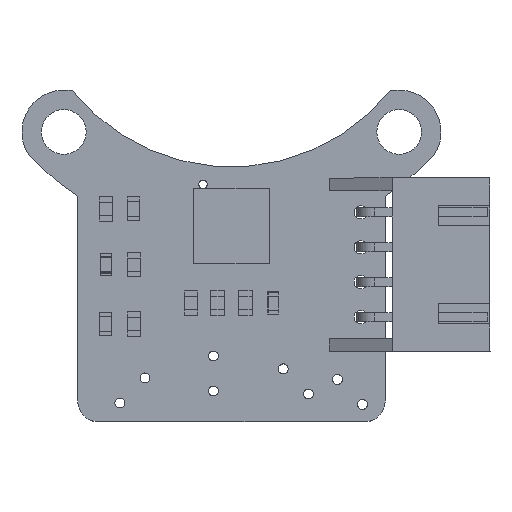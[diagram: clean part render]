
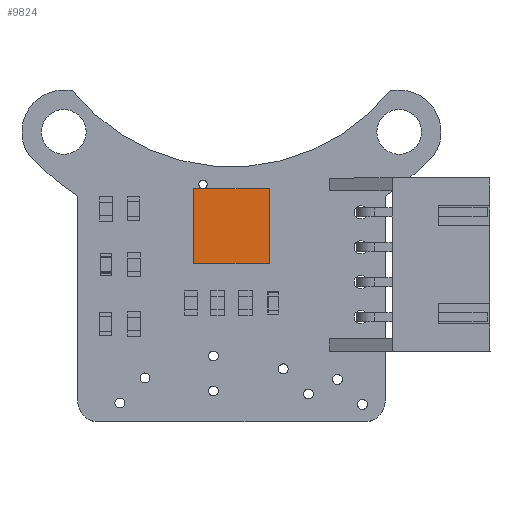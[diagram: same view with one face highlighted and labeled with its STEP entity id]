
A CAD part, top view. The second image highlights one B-rep face of the part: STEP entity #9824.
In plain terms, the highlighted planar face has unit normal (0, 0, 1).
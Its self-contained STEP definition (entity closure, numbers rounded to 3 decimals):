
#9510 = VERTEX_POINT('',#9511);
#9511 = CARTESIAN_POINT('',(-2.7,2.675,2.11));
#9518 = PLANE('',#9519);
#9519 = AXIS2_PLACEMENT_3D('',#9520,#9521,#9522);
#9520 = CARTESIAN_POINT('',(-2.7,2.675,0.));
#9521 = DIRECTION('',(1.,0.,0.));
#9522 = DIRECTION('',(0.,-1.,0.));
#9530 = PLANE('',#9531);
#9531 = AXIS2_PLACEMENT_3D('',#9532,#9533,#9534);
#9532 = CARTESIAN_POINT('',(2.7,2.675,0.));
#9533 = DIRECTION('',(0.,-1.,0.));
#9534 = DIRECTION('',(-1.,0.,0.));
#9542 = EDGE_CURVE('',#9510,#9543,#9545,.T.);
#9543 = VERTEX_POINT('',#9544);
#9544 = CARTESIAN_POINT('',(-2.7,-2.675,2.11));
#9545 = SURFACE_CURVE('',#9546,(#9550,#9557),.PCURVE_S1.);
#9546 = LINE('',#9547,#9548);
#9547 = CARTESIAN_POINT('',(-2.7,2.675,2.11));
#9548 = VECTOR('',#9549,1.);
#9549 = DIRECTION('',(0.,-1.,0.));
#9550 = PCURVE('',#9518,#9551);
#9551 = DEFINITIONAL_REPRESENTATION('',(#9552),#9556);
#9552 = LINE('',#9553,#9554);
#9553 = CARTESIAN_POINT('',(0.,-2.11));
#9554 = VECTOR('',#9555,1.);
#9555 = DIRECTION('',(1.,0.));
#9556 = ( GEOMETRIC_REPRESENTATION_CONTEXT(2) 
PARAMETRIC_REPRESENTATION_CONTEXT() REPRESENTATION_CONTEXT('2D SPACE',''
  ) );
#9557 = PCURVE('',#9558,#9563);
#9558 = PLANE('',#9559);
#9559 = AXIS2_PLACEMENT_3D('',#9560,#9561,#9562);
#9560 = CARTESIAN_POINT('',(-2.7,2.675,2.11));
#9561 = DIRECTION('',(0.,0.,-1.));
#9562 = DIRECTION('',(-1.,0.,0.));
#9563 = DEFINITIONAL_REPRESENTATION('',(#9564),#9568);
#9564 = LINE('',#9565,#9566);
#9565 = CARTESIAN_POINT('',(0.,0.));
#9566 = VECTOR('',#9567,1.);
#9567 = DIRECTION('',(0.,-1.));
#9568 = ( GEOMETRIC_REPRESENTATION_CONTEXT(2) 
PARAMETRIC_REPRESENTATION_CONTEXT() REPRESENTATION_CONTEXT('2D SPACE',''
  ) );
#9586 = PLANE('',#9587);
#9587 = AXIS2_PLACEMENT_3D('',#9588,#9589,#9590);
#9588 = CARTESIAN_POINT('',(-2.7,-2.675,0.));
#9589 = DIRECTION('',(0.,1.,0.));
#9590 = DIRECTION('',(1.,0.,0.));
#9628 = EDGE_CURVE('',#9543,#9629,#9631,.T.);
#9629 = VERTEX_POINT('',#9630);
#9630 = CARTESIAN_POINT('',(2.7,-2.675,2.11));
#9631 = SURFACE_CURVE('',#9632,(#9636,#9643),.PCURVE_S1.);
#9632 = LINE('',#9633,#9634);
#9633 = CARTESIAN_POINT('',(-2.7,-2.675,2.11));
#9634 = VECTOR('',#9635,1.);
#9635 = DIRECTION('',(1.,0.,0.));
#9636 = PCURVE('',#9586,#9637);
#9637 = DEFINITIONAL_REPRESENTATION('',(#9638),#9642);
#9638 = LINE('',#9639,#9640);
#9639 = CARTESIAN_POINT('',(0.,-2.11));
#9640 = VECTOR('',#9641,1.);
#9641 = DIRECTION('',(1.,0.));
#9642 = ( GEOMETRIC_REPRESENTATION_CONTEXT(2) 
PARAMETRIC_REPRESENTATION_CONTEXT() REPRESENTATION_CONTEXT('2D SPACE',''
  ) );
#9643 = PCURVE('',#9558,#9644);
#9644 = DEFINITIONAL_REPRESENTATION('',(#9645),#9649);
#9645 = LINE('',#9646,#9647);
#9646 = CARTESIAN_POINT('',(0.,-5.35));
#9647 = VECTOR('',#9648,1.);
#9648 = DIRECTION('',(-1.,0.));
#9649 = ( GEOMETRIC_REPRESENTATION_CONTEXT(2) 
PARAMETRIC_REPRESENTATION_CONTEXT() REPRESENTATION_CONTEXT('2D SPACE',''
  ) );
#9667 = PLANE('',#9668);
#9668 = AXIS2_PLACEMENT_3D('',#9669,#9670,#9671);
#9669 = CARTESIAN_POINT('',(2.7,-2.675,0.));
#9670 = DIRECTION('',(-1.,0.,0.));
#9671 = DIRECTION('',(0.,1.,0.));
#9704 = EDGE_CURVE('',#9629,#9705,#9707,.T.);
#9705 = VERTEX_POINT('',#9706);
#9706 = CARTESIAN_POINT('',(2.7,2.675,2.11));
#9707 = SURFACE_CURVE('',#9708,(#9712,#9719),.PCURVE_S1.);
#9708 = LINE('',#9709,#9710);
#9709 = CARTESIAN_POINT('',(2.7,-2.675,2.11));
#9710 = VECTOR('',#9711,1.);
#9711 = DIRECTION('',(0.,1.,0.));
#9712 = PCURVE('',#9667,#9713);
#9713 = DEFINITIONAL_REPRESENTATION('',(#9714),#9718);
#9714 = LINE('',#9715,#9716);
#9715 = CARTESIAN_POINT('',(0.,-2.11));
#9716 = VECTOR('',#9717,1.);
#9717 = DIRECTION('',(1.,0.));
#9718 = ( GEOMETRIC_REPRESENTATION_CONTEXT(2) 
PARAMETRIC_REPRESENTATION_CONTEXT() REPRESENTATION_CONTEXT('2D SPACE',''
  ) );
#9719 = PCURVE('',#9558,#9720);
#9720 = DEFINITIONAL_REPRESENTATION('',(#9721),#9725);
#9721 = LINE('',#9722,#9723);
#9722 = CARTESIAN_POINT('',(-5.4,-5.35));
#9723 = VECTOR('',#9724,1.);
#9724 = DIRECTION('',(0.,1.));
#9725 = ( GEOMETRIC_REPRESENTATION_CONTEXT(2) 
PARAMETRIC_REPRESENTATION_CONTEXT() REPRESENTATION_CONTEXT('2D SPACE',''
  ) );
#9775 = EDGE_CURVE('',#9705,#9510,#9776,.T.);
#9776 = SURFACE_CURVE('',#9777,(#9781,#9788),.PCURVE_S1.);
#9777 = LINE('',#9778,#9779);
#9778 = CARTESIAN_POINT('',(2.7,2.675,2.11));
#9779 = VECTOR('',#9780,1.);
#9780 = DIRECTION('',(-1.,0.,0.));
#9781 = PCURVE('',#9530,#9782);
#9782 = DEFINITIONAL_REPRESENTATION('',(#9783),#9787);
#9783 = LINE('',#9784,#9785);
#9784 = CARTESIAN_POINT('',(0.,-2.11));
#9785 = VECTOR('',#9786,1.);
#9786 = DIRECTION('',(1.,0.));
#9787 = ( GEOMETRIC_REPRESENTATION_CONTEXT(2) 
PARAMETRIC_REPRESENTATION_CONTEXT() REPRESENTATION_CONTEXT('2D SPACE',''
  ) );
#9788 = PCURVE('',#9558,#9789);
#9789 = DEFINITIONAL_REPRESENTATION('',(#9790),#9794);
#9790 = LINE('',#9791,#9792);
#9791 = CARTESIAN_POINT('',(-5.4,0.));
#9792 = VECTOR('',#9793,1.);
#9793 = DIRECTION('',(1.,0.));
#9794 = ( GEOMETRIC_REPRESENTATION_CONTEXT(2) 
PARAMETRIC_REPRESENTATION_CONTEXT() REPRESENTATION_CONTEXT('2D SPACE',''
  ) );
#9824 = ADVANCED_FACE('',(#9825),#9558,.F.);
#9825 = FACE_BOUND('',#9826,.T.);
#9826 = EDGE_LOOP('',(#9827,#9828,#9829,#9830));
#9827 = ORIENTED_EDGE('',*,*,#9542,.T.);
#9828 = ORIENTED_EDGE('',*,*,#9628,.T.);
#9829 = ORIENTED_EDGE('',*,*,#9704,.T.);
#9830 = ORIENTED_EDGE('',*,*,#9775,.T.);
